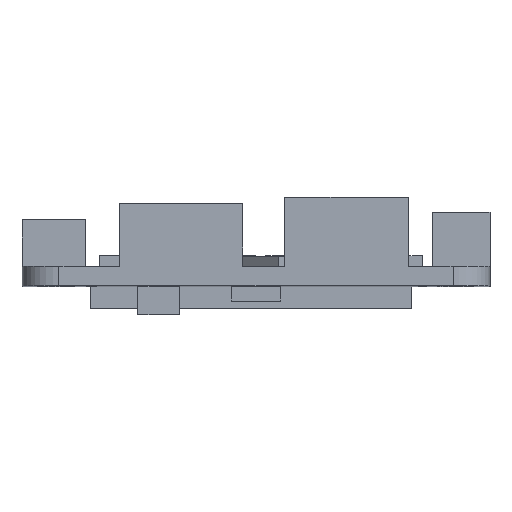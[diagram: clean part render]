
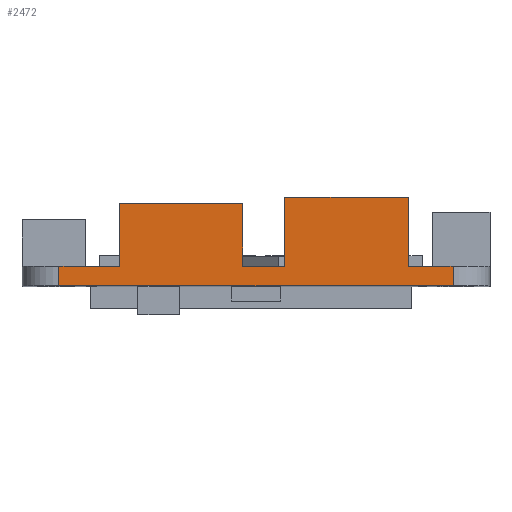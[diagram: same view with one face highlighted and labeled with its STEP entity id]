
A CAD part, top view. The second image highlights one B-rep face of the part: STEP entity #2472.
In plain terms, the highlighted planar face has unit normal (0, 0, 1).
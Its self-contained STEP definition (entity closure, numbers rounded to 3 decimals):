
#384=FACE_OUTER_BOUND('',#559,.T.);
#559=EDGE_LOOP('',(#2189,#2190,#2191,#2192,#2193,#2194,#2195,#2196,#2197,
#2198,#2199,#2200));
#652=LINE('',#3473,#882);
#654=LINE('',#3479,#884);
#659=LINE('',#3487,#889);
#660=LINE('',#3490,#890);
#664=LINE('',#3498,#894);
#676=LINE('',#3529,#906);
#707=LINE('',#3683,#937);
#708=LINE('',#3686,#938);
#712=LINE('',#3693,#942);
#837=LINE('',#4046,#1067);
#838=LINE('',#4049,#1068);
#839=LINE('',#4050,#1069);
#882=VECTOR('',#2786,10.);
#884=VECTOR('',#2790,10.);
#889=VECTOR('',#2799,10.);
#890=VECTOR('',#2802,10.);
#894=VECTOR('',#2806,10.);
#906=VECTOR('',#2826,10.);
#937=VECTOR('',#2951,10.);
#938=VECTOR('',#2954,10.);
#942=VECTOR('',#2962,10.);
#1067=VECTOR('',#3369,10.);
#1068=VECTOR('',#3372,10.);
#1069=VECTOR('',#3373,10.);
#1098=VERTEX_POINT('',#3467);
#1100=VERTEX_POINT('',#3471);
#1101=VERTEX_POINT('',#3475);
#1103=VERTEX_POINT('',#3478);
#1105=VERTEX_POINT('',#3489);
#1108=VERTEX_POINT('',#3495);
#1109=VERTEX_POINT('',#3497);
#1124=VERTEX_POINT('',#3527);
#1200=VERTEX_POINT('',#3681);
#1201=VERTEX_POINT('',#3685);
#1289=VERTEX_POINT('',#4044);
#1290=VERTEX_POINT('',#4048);
#1332=EDGE_CURVE('',#1098,#1100,#652,.T.);
#1334=EDGE_CURVE('',#1101,#1103,#654,.T.);
#1339=EDGE_CURVE('',#1103,#1100,#659,.T.);
#1340=EDGE_CURVE('',#1098,#1105,#660,.T.);
#1344=EDGE_CURVE('',#1108,#1109,#664,.T.);
#1360=EDGE_CURVE('',#1124,#1101,#676,.T.);
#1437=EDGE_CURVE('',#1108,#1200,#707,.T.);
#1438=EDGE_CURVE('',#1105,#1201,#708,.T.);
#1442=EDGE_CURVE('',#1201,#1200,#712,.T.);
#1615=EDGE_CURVE('',#1289,#1109,#837,.T.);
#1616=EDGE_CURVE('',#1289,#1290,#838,.T.);
#1617=EDGE_CURVE('',#1290,#1124,#839,.T.);
#2189=ORIENTED_EDGE('',*,*,#1616,.F.);
#2190=ORIENTED_EDGE('',*,*,#1615,.T.);
#2191=ORIENTED_EDGE('',*,*,#1344,.F.);
#2192=ORIENTED_EDGE('',*,*,#1437,.T.);
#2193=ORIENTED_EDGE('',*,*,#1442,.F.);
#2194=ORIENTED_EDGE('',*,*,#1438,.F.);
#2195=ORIENTED_EDGE('',*,*,#1340,.F.);
#2196=ORIENTED_EDGE('',*,*,#1332,.T.);
#2197=ORIENTED_EDGE('',*,*,#1339,.F.);
#2198=ORIENTED_EDGE('',*,*,#1334,.F.);
#2199=ORIENTED_EDGE('',*,*,#1360,.F.);
#2200=ORIENTED_EDGE('',*,*,#1617,.F.);
#2352=PLANE('',#2706);
#2472=ADVANCED_FACE('',(#384),#2352,.T.);
#2706=AXIS2_PLACEMENT_3D('',#4047,#3370,#3371);
#2786=DIRECTION('',(0.,1.,0.));
#2790=DIRECTION('',(0.,1.,0.));
#2799=DIRECTION('',(1.,0.,0.));
#2802=DIRECTION('',(1.,0.,0.));
#2806=DIRECTION('',(1.,0.,0.));
#2826=DIRECTION('',(1.,0.,0.));
#2951=DIRECTION('',(0.,1.,0.));
#2954=DIRECTION('',(0.,1.,0.));
#2962=DIRECTION('',(1.,0.,0.));
#3369=DIRECTION('',(0.,1.,0.));
#3370=DIRECTION('center_axis',(0.,0.,1.));
#3371=DIRECTION('ref_axis',(1.,0.,0.));
#3372=DIRECTION('',(-1.,0.,0.));
#3373=DIRECTION('',(0.,1.,0.));
#3467=CARTESIAN_POINT('',(-1.075,1.6,19.));
#3471=CARTESIAN_POINT('',(-1.075,6.7,19.));
#3473=CARTESIAN_POINT('',(-1.075,1.6,19.));
#3475=CARTESIAN_POINT('',(-11.075,1.6,19.));
#3478=CARTESIAN_POINT('',(-11.075,6.7,19.));
#3479=CARTESIAN_POINT('',(-11.075,1.6,19.));
#3487=CARTESIAN_POINT('',(-1.075,6.7,19.));
#3489=CARTESIAN_POINT('',(2.35,1.6,19.));
#3490=CARTESIAN_POINT('',(16.,1.6,19.));
#3495=CARTESIAN_POINT('',(12.35,1.6,19.));
#3497=CARTESIAN_POINT('',(16.,1.6,19.));
#3498=CARTESIAN_POINT('',(16.,1.6,19.));
#3527=CARTESIAN_POINT('',(-16.,1.6,19.));
#3529=CARTESIAN_POINT('',(16.,1.6,19.));
#3681=CARTESIAN_POINT('',(12.35,7.2,19.));
#3683=CARTESIAN_POINT('',(12.35,1.6,19.));
#3685=CARTESIAN_POINT('',(2.35,7.2,19.));
#3686=CARTESIAN_POINT('',(2.35,1.6,19.));
#3693=CARTESIAN_POINT('',(12.35,7.2,19.));
#4044=CARTESIAN_POINT('',(16.,0.,19.));
#4046=CARTESIAN_POINT('',(16.,0.,19.));
#4047=CARTESIAN_POINT('Origin',(-16.,0.,19.));
#4048=CARTESIAN_POINT('',(-16.,0.,19.));
#4049=CARTESIAN_POINT('',(16.,0.,19.));
#4050=CARTESIAN_POINT('',(-16.,0.,19.));
